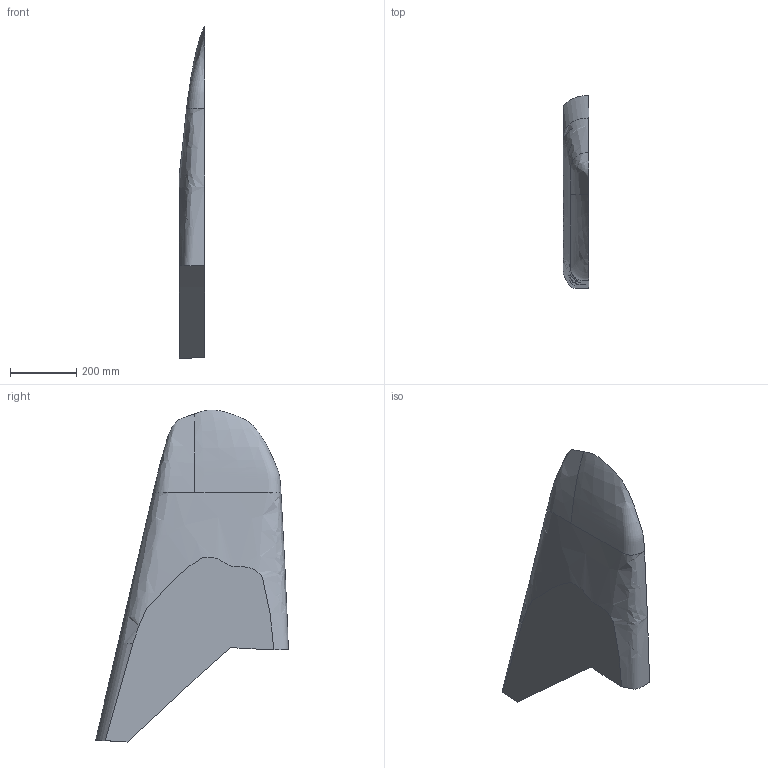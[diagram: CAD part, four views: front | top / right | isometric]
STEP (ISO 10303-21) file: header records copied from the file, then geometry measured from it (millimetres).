
FILE_DESCRIPTION (( 'STEP AP214' ), '1' );
FILE_NAME ('NFR25_Nosecone_mdf_2.STEP', '2024-10-26T20:02:14', ( '' ), ( '' ), 'SwSTEP 2.0', 'SolidWorks 2024', '' );
FILE_SCHEMA (( 'AUTOMOTIVE_DESIGN' ));
Length unit declared in the file: inch
Products named in the file (1): NFR25_Nosecone_mdf_2
Bounding box: 76.2 x 580.7 x 1000.27 mm (x, y, z)
Volume: 21248169.9 mm3; surface area: 815661.9 mm2
Topology: 1 solids, 1 shells, 9 faces, 21 edges, 14 vertices
Faces by surface type: bspline 6, plane 3
Entity records: 5000 total; most frequent: CARTESIAN_POINT 4815, ORIENTED_EDGE 42, EDGE_CURVE 21, B_SPLINE_CURVE_WITH_KNOTS 17, VERTEX_POINT 14, DIRECTION 12, ADVANCED_FACE 9, EDGE_LOOP 9
